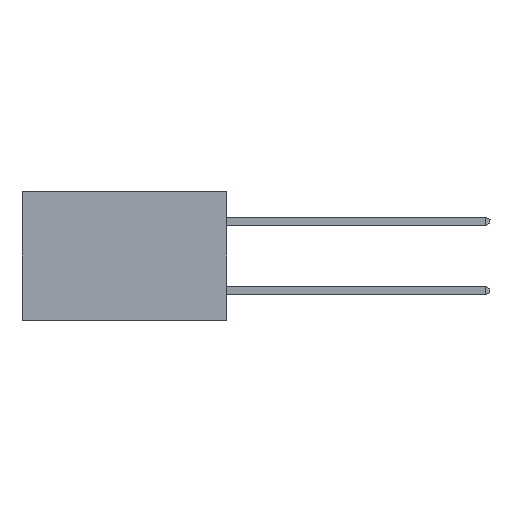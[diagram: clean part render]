
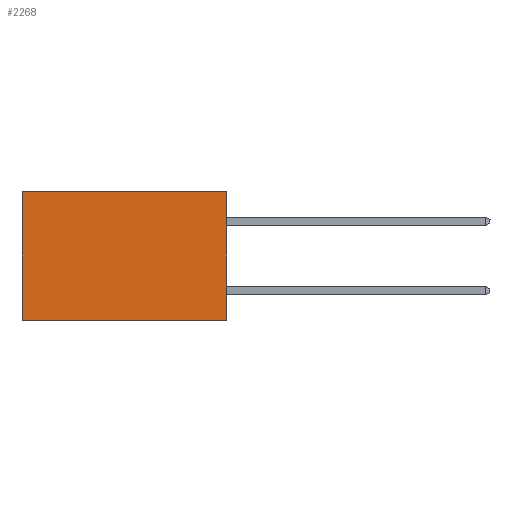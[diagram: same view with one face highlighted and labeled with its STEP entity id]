
A CAD part, left-side view. The second image highlights one B-rep face of the part: STEP entity #2268.
In plain terms, the highlighted planar face has unit normal (-1, 0, 0).
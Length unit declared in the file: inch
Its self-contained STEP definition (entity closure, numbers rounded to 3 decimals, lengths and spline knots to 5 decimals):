
#610 = LINE ( 'NONE', #7874, #12904 ) ;
#1017 = VECTOR ( 'NONE', #15052, 39.37008 ) ;
#1244 = CARTESIAN_POINT ( 'NONE',  ( 0.277, 0., 0. ) ) ;
#1860 = DIRECTION ( 'NONE',  ( 0., 0., -1. ) ) ;
#1887 = ORIENTED_EDGE ( 'NONE', *, *, #13883, .T. ) ;
#1920 = EDGE_CURVE ( 'NONE', #13640, #7822, #11879, .T. ) ;
#2268 = ADVANCED_FACE ( 'NONE', ( #9500 ), #4484, .F. ) ;
#2610 = ORIENTED_EDGE ( 'NONE', *, *, #7526, .T. ) ;
#3736 = CARTESIAN_POINT ( 'NONE',  ( 0.277, 0.59, 0. ) ) ;
#4387 = VECTOR ( 'NONE', #4602, 39.37008 ) ;
#4484 = PLANE ( 'NONE',  #10199 ) ;
#4602 = DIRECTION ( 'NONE',  ( 0., 1., 0. ) ) ;
#5232 = ORIENTED_EDGE ( 'NONE', *, *, #1920, .F. ) ;
#5373 = CARTESIAN_POINT ( 'NONE',  ( 0.277, 0., -0.37 ) ) ;
#6207 = DIRECTION ( 'NONE',  ( 0., 0., -1. ) ) ;
#7139 = VERTEX_POINT ( 'NONE', #1244 ) ;
#7526 = EDGE_CURVE ( 'NONE', #12153, #7822, #610, .T. ) ;
#7822 = VERTEX_POINT ( 'NONE', #10739 ) ;
#7874 = CARTESIAN_POINT ( 'NONE',  ( 0.277, 0.59, -0.37 ) ) ;
#8733 = CARTESIAN_POINT ( 'NONE',  ( 0.277, 0., -0.37 ) ) ;
#8953 = DIRECTION ( 'NONE',  ( 1., 0., 0. ) ) ;
#9264 = CARTESIAN_POINT ( 'NONE',  ( 0.277, 0., 0. ) ) ;
#9500 = FACE_OUTER_BOUND ( 'NONE', #14145, .T. ) ;
#10199 = AXIS2_PLACEMENT_3D ( 'NONE', #12561, #8953, #6207 ) ;
#10242 = LINE ( 'NONE', #5373, #12976 ) ;
#10576 = LINE ( 'NONE', #9264, #1017 ) ;
#10739 = CARTESIAN_POINT ( 'NONE',  ( 0.277, 0.59, -0.37 ) ) ;
#11179 = CARTESIAN_POINT ( 'NONE',  ( 0.277, 0., -0.37 ) ) ;
#11879 = LINE ( 'NONE', #8733, #4387 ) ;
#12153 = VERTEX_POINT ( 'NONE', #3736 ) ;
#12407 = EDGE_CURVE ( 'NONE', #7139, #13640, #10242, .T. ) ;
#12492 = DIRECTION ( 'NONE',  ( 0., 0., -1. ) ) ;
#12561 = CARTESIAN_POINT ( 'NONE',  ( 0.277, 0., -0.37 ) ) ;
#12669 = ORIENTED_EDGE ( 'NONE', *, *, #12407, .F. ) ;
#12904 = VECTOR ( 'NONE', #1860, 39.37008 ) ;
#12976 = VECTOR ( 'NONE', #12492, 39.37008 ) ;
#13640 = VERTEX_POINT ( 'NONE', #11179 ) ;
#13883 = EDGE_CURVE ( 'NONE', #7139, #12153, #10576, .T. ) ;
#14145 = EDGE_LOOP ( 'NONE', ( #2610, #5232, #12669, #1887 ) ) ;
#15052 = DIRECTION ( 'NONE',  ( 0., 1., 0. ) ) ;
